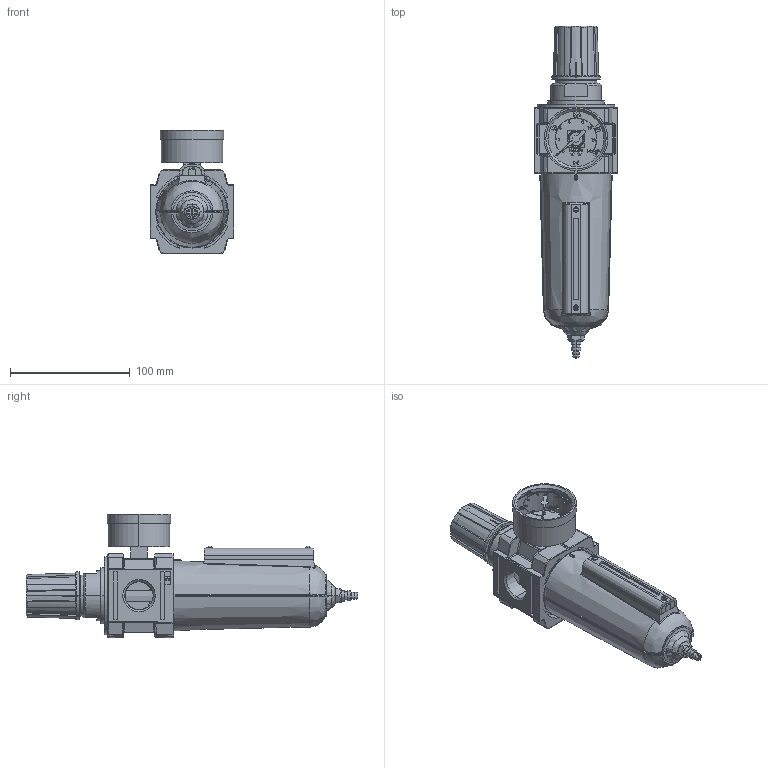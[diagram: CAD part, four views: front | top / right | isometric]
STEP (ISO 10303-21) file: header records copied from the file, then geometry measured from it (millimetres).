
FILE_DESCRIPTION (( 'STEP AP214' ), '1' );
FILE_NAME ('FR72.STEP', '2021-11-19T07:00:08', ( 'User' ), ( '' ), 'SwSTEP 2.0', 'SolidWorks 2014', '' );
FILE_SCHEMA (( 'AUTOMOTIVE_DESIGN' ));
Length unit declared in the file: millimetre
Products named in the file (23): F2117-1; 排水閥; F7029; 70液面計; F7002; FR72; W7001-A; 2-埋入式壓力錶; R50調壓座; R5010; 十字圓頭螺絲
Assembly tree (13 placements, depth 2):
  F2117-1
  排水閥
  F7029
  70液面計
  F7002
Bounding box: 70 x 276.88 x 103 mm (x, y, z)
Volume: 361231.1 mm3; surface area: 149689.1 mm2
Topology: 11 solids, 11 shells, 2576 faces, 6449 edges, 3966 vertices
Faces by surface type: plane 1196, bspline 577, cylinder 560, cone 151, torus 54, sphere 38
Entity records: 105525 total; most frequent: CARTESIAN_POINT 46828, ORIENTED_EDGE 12512, DIRECTION 9957, EDGE_CURVE 6256, VERTEX_POINT 3876, AXIS2_PLACEMENT_3D 3325, LINE 3307, VECTOR 3307
